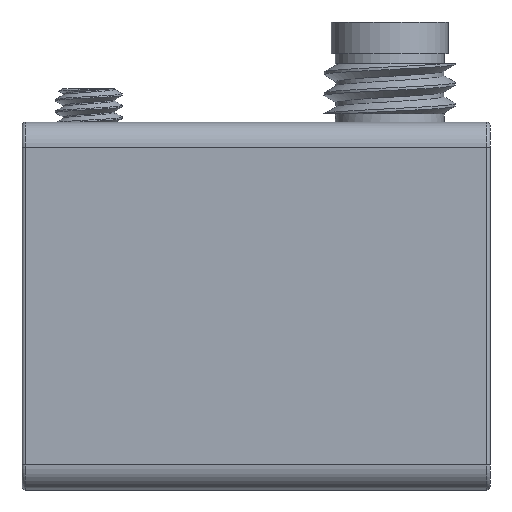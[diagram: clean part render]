
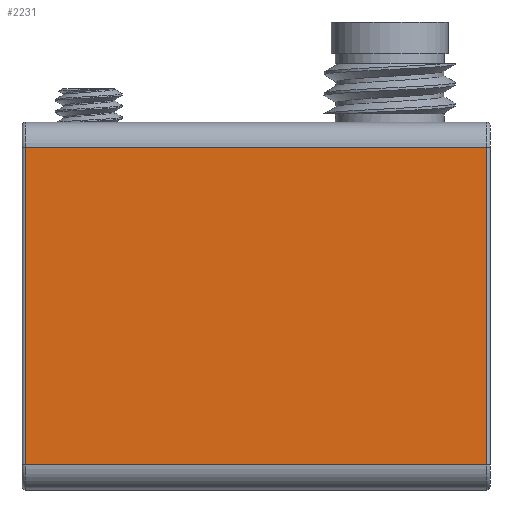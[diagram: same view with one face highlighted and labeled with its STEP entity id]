
A CAD part, front view. The second image highlights one B-rep face of the part: STEP entity #2231.
In plain terms, the highlighted face is planar.
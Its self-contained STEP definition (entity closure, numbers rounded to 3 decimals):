
#99=PLANE('',#2459);
#292=FACE_OUTER_BOUND('',#439,.T.);
#439=EDGE_LOOP('',(#1765,#1766,#1767,#1768));
#684=LINE('',#5407,#800);
#694=LINE('',#5450,#810);
#695=LINE('',#5465,#811);
#703=LINE('',#5497,#819);
#800=VECTOR('',#2764,10.);
#810=VECTOR('',#2816,10.);
#811=VECTOR('',#2835,10.);
#819=VECTOR('',#2879,10.);
#950=VERTEX_POINT('',#5400);
#952=VERTEX_POINT('',#5405);
#964=VERTEX_POINT('',#5449);
#968=VERTEX_POINT('',#5459);
#1207=EDGE_CURVE('',#952,#950,#684,.T.);
#1229=EDGE_CURVE('',#950,#964,#694,.T.);
#1236=EDGE_CURVE('',#964,#968,#695,.T.);
#1253=EDGE_CURVE('',#968,#952,#703,.T.);
#1765=ORIENTED_EDGE('',*,*,#1207,.F.);
#1766=ORIENTED_EDGE('',*,*,#1253,.F.);
#1767=ORIENTED_EDGE('',*,*,#1236,.F.);
#1768=ORIENTED_EDGE('',*,*,#1229,.F.);
#2231=ADVANCED_FACE('',(#292),#99,.F.);
#2459=AXIS2_PLACEMENT_3D('',#5499,#2882,#2883);
#2764=DIRECTION('',(0.,-1.,0.));
#2816=DIRECTION('',(1.,0.,0.));
#2835=DIRECTION('',(0.,1.,0.));
#2879=DIRECTION('',(-1.,0.,0.));
#2882=DIRECTION('center_axis',(0.,0.,1.));
#2883=DIRECTION('ref_axis',(1.,0.,0.));
#5400=CARTESIAN_POINT('',(0.2,1.5,0.));
#5405=CARTESIAN_POINT('',(0.2,20.5,0.));
#5407=CARTESIAN_POINT('',(0.2,16.5,0.));
#5449=CARTESIAN_POINT('',(27.8,1.5,0.));
#5450=CARTESIAN_POINT('',(7.,1.5,0.));
#5459=CARTESIAN_POINT('',(27.8,20.5,0.));
#5465=CARTESIAN_POINT('',(27.8,5.5,0.));
#5497=CARTESIAN_POINT('',(21.,20.5,0.));
#5499=CARTESIAN_POINT('Origin',(14.,11.,0.));
